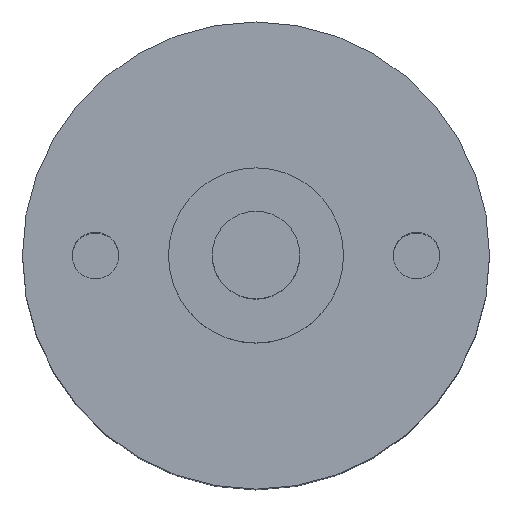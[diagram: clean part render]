
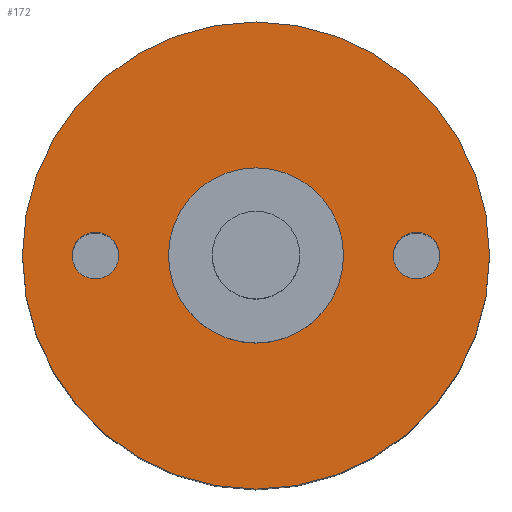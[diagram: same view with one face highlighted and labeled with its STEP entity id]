
A CAD part, top view. The second image highlights one B-rep face of the part: STEP entity #172.
In plain terms, the highlighted planar face has unit normal (0, 0, 1).
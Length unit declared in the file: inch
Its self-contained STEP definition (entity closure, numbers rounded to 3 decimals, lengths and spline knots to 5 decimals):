
#21=CARTESIAN_POINT('',(-0.31496,0.0,0.0));
#22=VERTEX_POINT('',#21);
#38=CARTESIAN_POINT('',(0.31496,0.0,0.0));
#39=VERTEX_POINT('',#38);
#46=CARTESIAN_POINT('',(0.0,0.0,0.0));
#47=DIRECTION('',(0.0,0.0,1.0));
#48=DIRECTION('',(1.0,0.0,0.0));
#49=AXIS2_PLACEMENT_3D('',#46,#47,#48);
#50=CIRCLE('',#49,0.31496);
#51=EDGE_CURVE('n� 136',#22,#39,#50,.T.);
#117=CARTESIAN_POINT('',(-0.24803,0.0,0.0));
#118=VERTEX_POINT('',#117);
#119=CARTESIAN_POINT('',(-0.18504,-0.0,0.0));
#120=VERTEX_POINT('',#119);
#121=CARTESIAN_POINT('',(-0.21654,0.0,0.0));
#122=DIRECTION('',(0.0,0.0,-1.0));
#123=DIRECTION('',(-1.0,0.0,0.0));
#124=AXIS2_PLACEMENT_3D('',#121,#122,#123);
#125=CIRCLE('',#124,0.0315);
#126=EDGE_CURVE('n� 182',#118,#120,#125,.T.);
#127=ORIENTED_EDGE('',*,*,#126,.T.);
#128=CARTESIAN_POINT('',(-0.21654,0.0,0.0));
#129=DIRECTION('',(0.0,0.0,-1.0));
#130=DIRECTION('',(-1.0,0.0,0.0));
#131=AXIS2_PLACEMENT_3D('',#128,#129,#130);
#132=CIRCLE('',#131,0.0315);
#133=EDGE_CURVE('n� 186',#120,#118,#132,.T.);
#134=ORIENTED_EDGE('',*,*,#133,.T.);
#135=EDGE_LOOP('',(#127,#134));
#136=FACE_BOUND('',#135,.T.);
#137=CARTESIAN_POINT('',(0.18504,0.0,0.0));
#138=VERTEX_POINT('',#137);
#139=CARTESIAN_POINT('',(0.24803,-0.0,0.0));
#140=VERTEX_POINT('',#139);
#141=CARTESIAN_POINT('',(0.21654,0.0,0.0));
#142=DIRECTION('',(0.0,0.0,-1.0));
#143=DIRECTION('',(-1.0,0.0,0.0));
#144=AXIS2_PLACEMENT_3D('',#141,#142,#143);
#145=CIRCLE('',#144,0.0315);
#146=EDGE_CURVE('n� 195',#138,#140,#145,.T.);
#147=ORIENTED_EDGE('',*,*,#146,.T.);
#148=CARTESIAN_POINT('',(0.21654,0.0,0.0));
#149=DIRECTION('',(0.0,0.0,-1.0));
#150=DIRECTION('',(-1.0,0.0,0.0));
#151=AXIS2_PLACEMENT_3D('',#148,#149,#150);
#152=CIRCLE('',#151,0.0315);
#153=EDGE_CURVE('n� 199',#140,#138,#152,.T.);
#154=ORIENTED_EDGE('',*,*,#153,.T.);
#155=EDGE_LOOP('',(#147,#154));
#156=FACE_BOUND('',#155,.T.);
#157=CARTESIAN_POINT('',(0.0,0.0,0.0));
#158=DIRECTION('',(0.0,0.0,1.0));
#159=DIRECTION('',(1.0,0.0,0.0));
#160=AXIS2_PLACEMENT_3D('',#157,#158,#159);
#161=CIRCLE('',#160,0.31496);
#162=EDGE_CURVE('n� 204',#39,#22,#161,.T.);
#163=ORIENTED_EDGE('',*,*,#162,.T.);
#164=ORIENTED_EDGE('',*,*,#51,.T.);
#165=EDGE_LOOP('',(#163,#164));
#166=FACE_OUTER_BOUND('',#165,.T.);
#167=CARTESIAN_POINT('',(0.0,0.0,0.0));
#168=DIRECTION('',(0.0,0.0,1.0));
#169=DIRECTION('',(1.0,0.0,0.0));
#170=AXIS2_PLACEMENT_3D('',#167,#168,#169);
#171=PLANE('',#170);
#172=ADVANCED_FACE('n� 173',(#136,#156,#166),#171,.T.);
